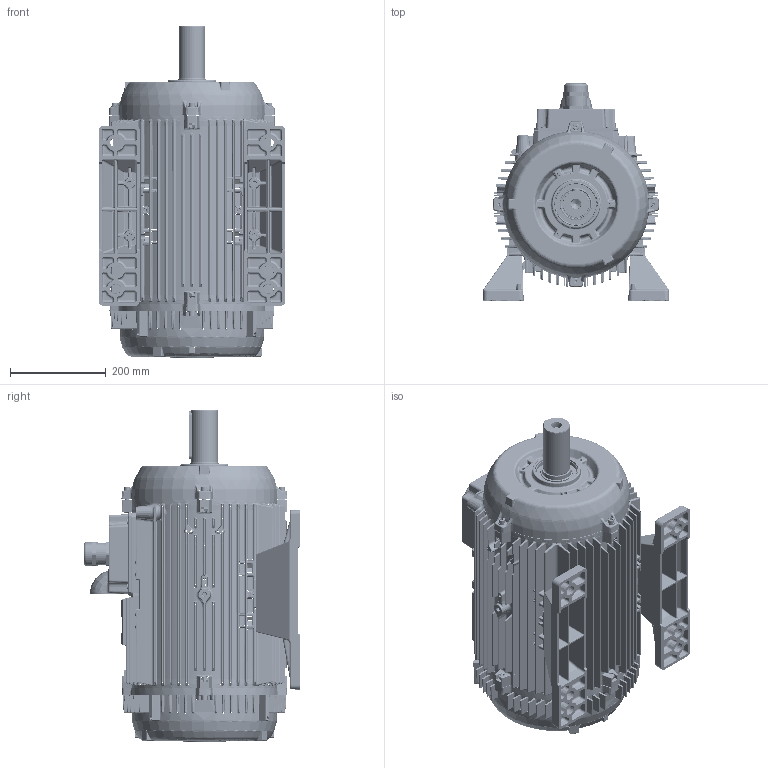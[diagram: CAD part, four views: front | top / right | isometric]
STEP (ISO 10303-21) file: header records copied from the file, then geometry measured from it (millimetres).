
FILE_DESCRIPTION(/* description */ (''),/* implementation_level */ '2;1');
FILE_NAME(/* name */ '652133401_AD-DIS GORUNUS S2H200 DTM.stp',/* time_stamp */ '2024-07-30T09:45:29+03:00',/* author */ (''),/* organization */ (''),/* preprocessor_version */ 'ST-DEVELOPER v18.102',/* originating_system */ 'SIEMENS PLM Software NX2206.8101',/* authorisation */ '');
FILE_SCHEMA (('AP203_CONFIGURATION_CONTROLLED_3D_DESIGN_OF_MECHANICAL_PARTS_AND_ASSEMBLIES_MIM_LF { 1 0 10303 403 2 1 2}'));
Products named in the file (1): AD_objects
Bounding box: 388.08 x 452 x 692 mm (x, y, z)
Surface area: 1992763.2 mm2 (no closed solid volume)
Topology: 0 solids, 93 shells, 6845 faces, 19471 edges, 11658 vertices
Faces by surface type: bspline 2239, cylinder 2060, plane 1398, sphere 463, cone 393, torus 292
Full cylindrical faces by diameter (mm): 5.6 x4, 8 x8, 10 x4, 12.73 x8, 21 x1, 32 x1, 40 x1, 45.339 x1, 46.838 x1, 49.505 x2, 54.7 x1, 55.3 x1, 60.2 x1, 62 x1, 80 x1, 85.8 x1, 86 x1, 90 x1, 296 x1
Entity records: 377334 total; most frequent: CARTESIAN_POINT 211898, ORIENTED_EDGE 32736, DIRECTION 29797, EDGE_CURVE 18885, AXIS2_PLACEMENT_3D 11871, VERTEX_POINT 11592, EDGE_LOOP 7198, ADVANCED_FACE 6845
